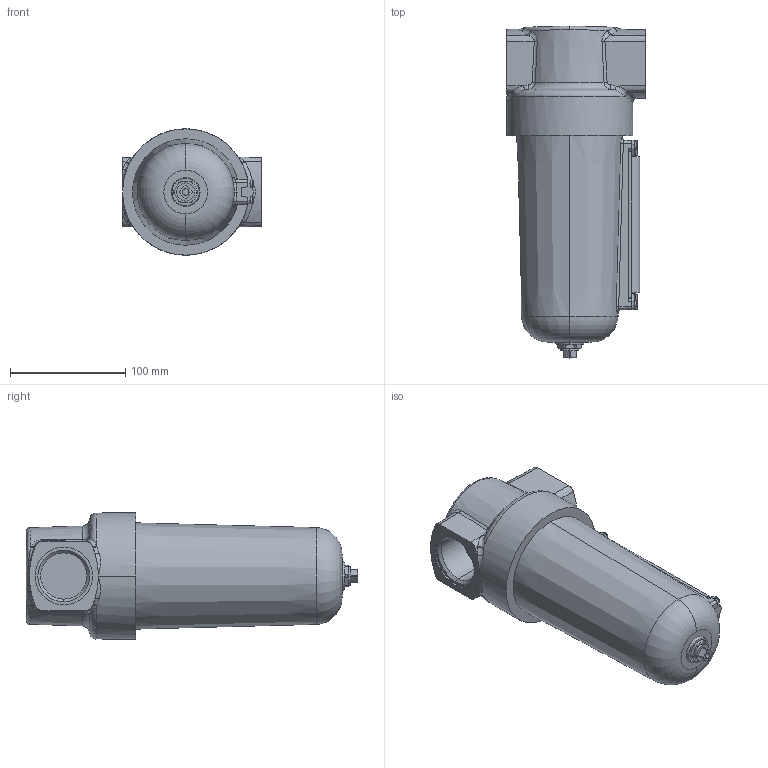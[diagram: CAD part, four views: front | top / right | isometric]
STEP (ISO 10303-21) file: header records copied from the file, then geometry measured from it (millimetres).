
FILE_DESCRIPTION (( 'STEP AP214' ), '1' );
FILE_NAME ('Norgren-F17-A00-A1DA.step', '2019-03-02T20:39:37', ( '' ), ( '' ), 'SwSTEP 2.0', 'SolidWorks 2019', '' );
FILE_SCHEMA (( 'AUTOMOTIVE_DESIGN' ));
Length unit declared in the file: inch
Products named in the file (8): Norgren-F17-A00-A1DA_Sight glass; Norgren-F17-A00-A1DA_Nut-retainer; Norgren-F17-A00-A1DA_Guard-sight glass; Norgren-F17-A00-A1DA; Norgren-F17-A00-A1DA_Auto Drain; Norgren-F17-A00-A1DA_Body-filter_1 1-4 NPT wo ind; Norgren-F17-A00-A1DA_Bowl_Metal sight glass; Norgren-F17-A00-A1DA_Bracket-sight glass
Assembly tree (8 placements, depth 2):
  Norgren-F17-A00-A1DA
    Norgren-F17-A00-A1DA_Body-filter_1 1-4 NPT wo ind
    Norgren-F17-A00-A1DA_Bowl_Metal sight glass
    Norgren-F17-A00-A1DA_Guard-sight glass
    Norgren-F17-A00-A1DA_Bracket-sight glass  x2
    Norgren-F17-A00-A1DA_Sight glass
    Norgren-F17-A00-A1DA_Nut-retainer
    Norgren-F17-A00-A1DA_Auto Drain
Bounding box: 120.65 x 288.29 x 109.73 mm (x, y, z)
Volume: 799544.7 mm3; surface area: 222914 mm2
Topology: 8 solids, 8 shells, 406 faces, 989 edges, 626 vertices
Faces by surface type: plane 184, cylinder 95, bspline 67, cone 36, torus 18, sphere 6
Entity records: 12939 total; most frequent: CARTESIAN_POINT 5112, ORIENTED_EDGE 1622, DIRECTION 1479, EDGE_CURVE 811, AXIS2_PLACEMENT_3D 583, VERTEX_POINT 510, EDGE_LOOP 371, ADVANCED_FACE 338
